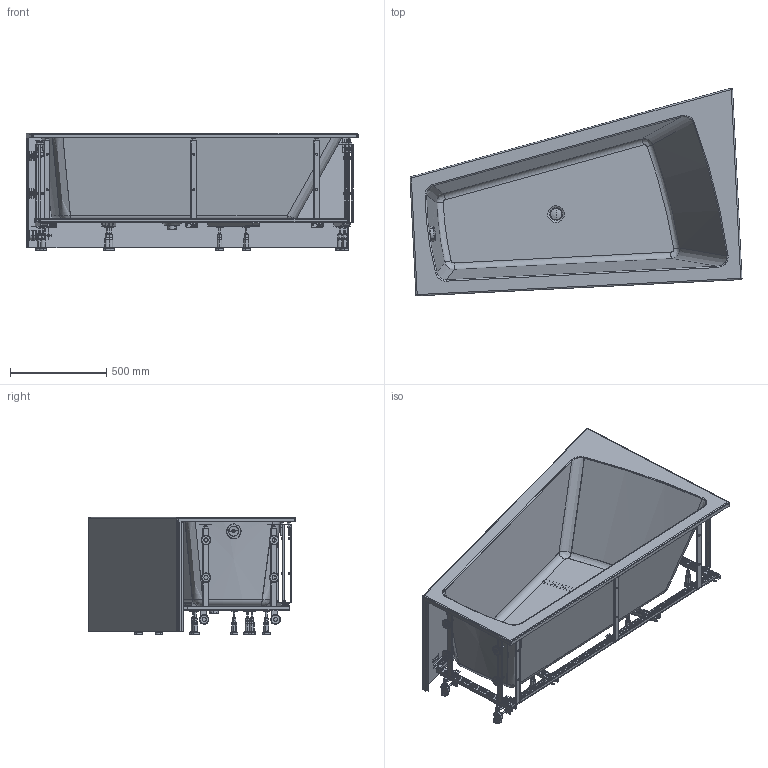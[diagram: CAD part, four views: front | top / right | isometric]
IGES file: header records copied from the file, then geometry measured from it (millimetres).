
Global section: file name: No Iges File Name specified; native system: Autodesk Inventor 2011; preprocessor: AutoDesk Inventor Iges Exporter R2011; author: Administrator; date: 20110529.221510; units: millimetre
Bounding box: 1728.25 x 1081.32 x 614 mm (x, y, z)
Volume: 21506726 mm3; surface area: 9485197.6 mm2
Topology: 52 solids, 60 shells, 2346 faces, 5850 edges, 3789 vertices
Faces by surface type: plane 1309, revolution 459, cylinder 440, bspline 94, cone 32, torus 8, sphere 4
